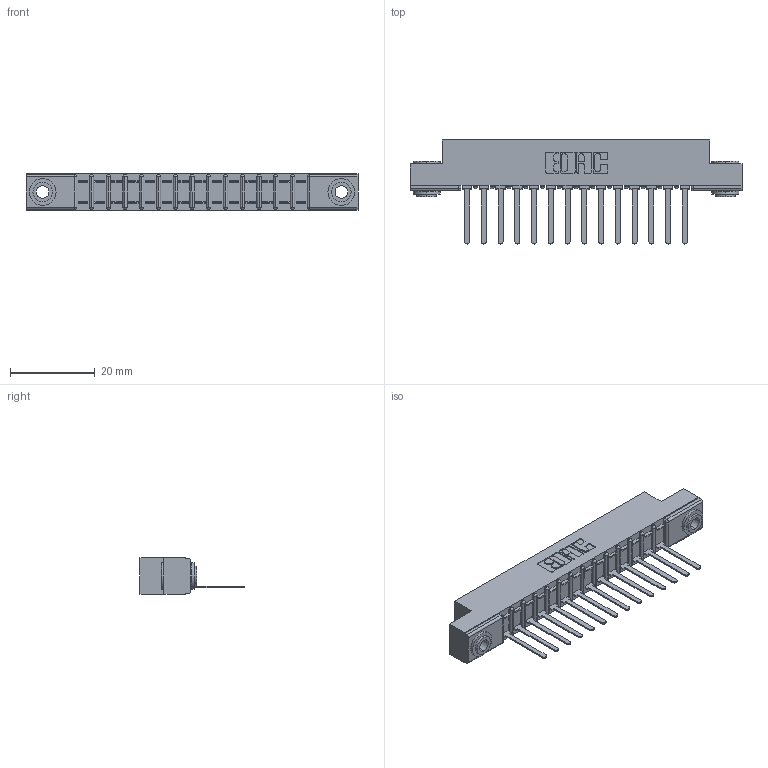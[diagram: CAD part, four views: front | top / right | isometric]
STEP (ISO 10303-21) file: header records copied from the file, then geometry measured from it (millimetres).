
FILE_DESCRIPTION (( 'STEP AP203' ), '1' );
FILE_NAME ('307-014-541-103.STEP', '2018-08-03T00:51:28', ( '' ), ( '' ), 'SwSTEP 2.0', 'SolidWorks 2016', '' );
FILE_SCHEMA (( 'CONFIG_CONTROL_DESIGN' ));
Length unit declared in the file: inch
Products named in the file (4): 307 Part_.156 Dia Mounting Holes; 307-290-002_541; 345-250-002_345-250-002-102; 307-014-541-103
Assembly tree (17 placements, depth 2):
  307-014-541-103
    307 Part_.156 Dia Mounting Holes
    307-290-002_541  x14
    345-250-002_345-250-002-102  x2
Bounding box: 78.49 x 24.59 x 8.71 mm (x, y, z)
Volume: 5218.1 mm3; surface area: 9528.6 mm2
Topology: 17 solids, 17 shells, 1221 faces, 3683 edges, 2410 vertices
Faces by surface type: plane 724, cylinder 459, sphere 30, cone 8
Entity records: 17237 total; most frequent: CARTESIAN_POINT 2881, ORIENTED_EDGE 2862, DIRECTION 2827, EDGE_CURVE 1431, LINE 1075, VECTOR 1075, VERTEX_POINT 930, AXIS2_PLACEMENT_3D 876
